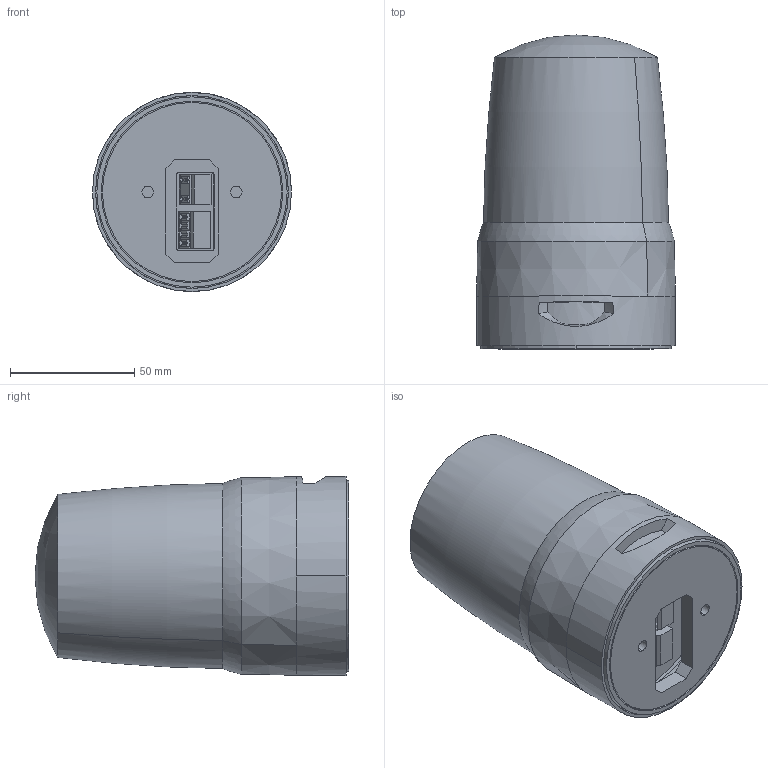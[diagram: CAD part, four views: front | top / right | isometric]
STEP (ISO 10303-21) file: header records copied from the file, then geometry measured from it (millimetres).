
FILE_DESCRIPTION (( 'STEP AP203' ), '1' );
FILE_NAME ('SF08-M1KTB-Y.step', '2025-02-24T17:28:26', ( '' ), ( '' ), 'SwSTEP 2.0', 'SolidWorks 2024', '' );
FILE_SCHEMA (( 'CONFIG_CONTROL_DESIGN' ));
Length unit declared in the file: millimetre
Products named in the file (1): SF08-M1KTB-Y
Bounding box: 80 x 126.2 x 80 mm (x, y, z)
Volume: 488153 mm3; surface area: 54584.2 mm2
Topology: 2 solids, 2 shells, 262 faces, 710 edges, 470 vertices
Faces by surface type: plane 168, bspline 44, cylinder 32, cone 13, torus 4, sphere 1
Entity records: 9818 total; most frequent: CARTESIAN_POINT 3536, ORIENTED_EDGE 1414, DIRECTION 1102, EDGE_CURVE 707, VECTOR 490, LINE 490, VERTEX_POINT 468, AXIS2_PLACEMENT_3D 306
